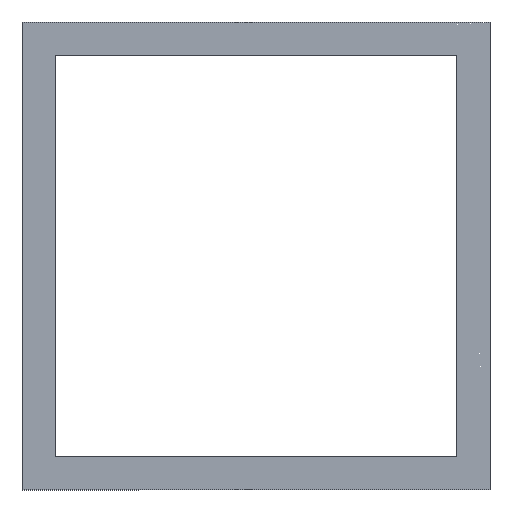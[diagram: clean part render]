
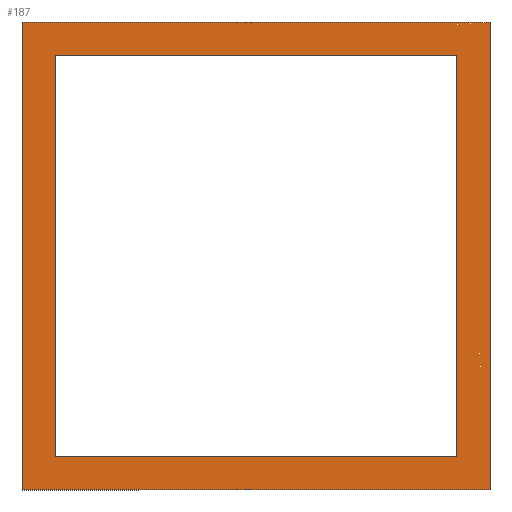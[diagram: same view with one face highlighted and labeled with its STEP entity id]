
A CAD part, front view. The second image highlights one B-rep face of the part: STEP entity #187.
In plain terms, the highlighted planar face has unit normal (0, -1, 0).
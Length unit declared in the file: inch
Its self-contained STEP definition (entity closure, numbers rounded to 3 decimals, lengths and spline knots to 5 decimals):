
#15=FACE_BOUND('',#30,.T.);
#19=FACE_OUTER_BOUND('',#29,.T.);
#29=EDGE_LOOP('',(#135,#136,#137,#138));
#30=EDGE_LOOP('',(#139,#140,#141,#142));
#39=LINE('',#275,#63);
#43=LINE('',#283,#67);
#46=LINE('',#289,#70);
#47=LINE('',#290,#71);
#48=LINE('',#293,#72);
#49=LINE('',#295,#73);
#50=LINE('',#297,#74);
#51=LINE('',#298,#75);
#63=VECTOR('',#229,39.37008);
#67=VECTOR('',#235,39.37008);
#70=VECTOR('',#240,39.37008);
#71=VECTOR('',#241,39.37008);
#72=VECTOR('',#242,39.37008);
#73=VECTOR('',#243,39.37008);
#74=VECTOR('',#244,39.37008);
#75=VECTOR('',#245,39.37008);
#87=VERTEX_POINT('',#273);
#88=VERTEX_POINT('',#274);
#91=VERTEX_POINT('',#282);
#93=VERTEX_POINT('',#288);
#94=VERTEX_POINT('',#291);
#95=VERTEX_POINT('',#292);
#96=VERTEX_POINT('',#294);
#97=VERTEX_POINT('',#296);
#103=EDGE_CURVE('',#87,#88,#39,.T.);
#107=EDGE_CURVE('',#91,#88,#43,.T.);
#110=EDGE_CURVE('',#87,#93,#46,.T.);
#111=EDGE_CURVE('',#93,#91,#47,.T.);
#112=EDGE_CURVE('',#94,#95,#48,.T.);
#113=EDGE_CURVE('',#95,#96,#49,.T.);
#114=EDGE_CURVE('',#96,#97,#50,.T.);
#115=EDGE_CURVE('',#97,#94,#51,.T.);
#135=ORIENTED_EDGE('',*,*,#107,.T.);
#136=ORIENTED_EDGE('',*,*,#103,.F.);
#137=ORIENTED_EDGE('',*,*,#110,.T.);
#138=ORIENTED_EDGE('',*,*,#111,.T.);
#139=ORIENTED_EDGE('',*,*,#112,.T.);
#140=ORIENTED_EDGE('',*,*,#113,.T.);
#141=ORIENTED_EDGE('',*,*,#114,.T.);
#142=ORIENTED_EDGE('',*,*,#115,.T.);
#177=PLANE('',#217);
#187=ADVANCED_FACE('',(#19,#15),#177,.T.);
#217=AXIS2_PLACEMENT_3D('',#287,#238,#239);
#229=DIRECTION('',(0.,0.,1.));
#235=DIRECTION('',(-1.,0.,0.));
#238=DIRECTION('center_axis',(0.,-1.,0.));
#239=DIRECTION('ref_axis',(0.,0.,-1.));
#240=DIRECTION('',(1.,0.,0.));
#241=DIRECTION('',(0.,0.,1.));
#242=DIRECTION('',(-1.,0.,0.));
#243=DIRECTION('',(0.,0.,1.));
#244=DIRECTION('',(1.,0.,0.));
#245=DIRECTION('',(0.,0.,-1.));
#273=CARTESIAN_POINT('',(-2.25,-13.5,0.));
#274=CARTESIAN_POINT('',(-2.25,-13.5,1.75));
#275=CARTESIAN_POINT('',(-2.25,-13.5,0.875));
#282=CARTESIAN_POINT('',(-0.5,-13.5,1.75));
#283=CARTESIAN_POINT('',(-1.375,-13.5,1.75));
#287=CARTESIAN_POINT('Origin',(-1.375,-13.5,0.875));
#288=CARTESIAN_POINT('',(-0.5,-13.5,0.));
#289=CARTESIAN_POINT('',(-1.375,-13.5,0.));
#290=CARTESIAN_POINT('',(-0.5,-13.5,0.875));
#291=CARTESIAN_POINT('',(-0.625,-13.5,0.125));
#292=CARTESIAN_POINT('',(-2.125,-13.5,0.125));
#293=CARTESIAN_POINT('',(-1.375,-13.5,0.125));
#294=CARTESIAN_POINT('',(-2.125,-13.5,1.625));
#295=CARTESIAN_POINT('',(-2.125,-13.5,0.875));
#296=CARTESIAN_POINT('',(-0.625,-13.5,1.625));
#297=CARTESIAN_POINT('',(-1.375,-13.5,1.625));
#298=CARTESIAN_POINT('',(-0.625,-13.5,0.875));
